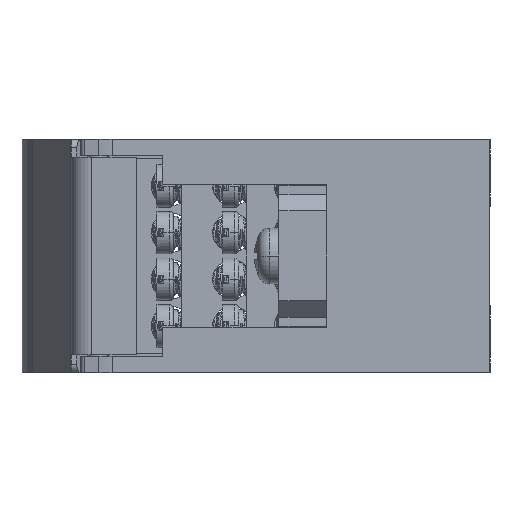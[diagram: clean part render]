
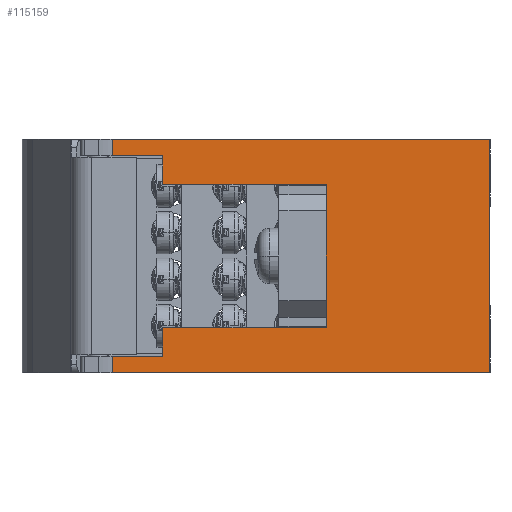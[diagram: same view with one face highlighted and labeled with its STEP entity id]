
A CAD part, left-side view. The second image highlights one B-rep face of the part: STEP entity #115159.
In plain terms, the highlighted planar face has unit normal (-1, 0, 0).
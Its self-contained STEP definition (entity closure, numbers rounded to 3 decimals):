
#38150=DIRECTION('',(0.,0.,-1.));
#38151=VECTOR('',#38150,15.);
#38152=CARTESIAN_POINT('',(-21.,20.,7.5));
#38153=LINE('',#38152,#38151);
#38154=DIRECTION('',(0.,0.,-1.));
#38155=VECTOR('',#38154,1.25);
#38156=CARTESIAN_POINT('',(-21.,20.,8.75));
#38157=LINE('',#38156,#38155);
#38158=DIRECTION('',(0.,-1.,0.));
#38159=VECTOR('',#38158,20.);
#38160=CARTESIAN_POINT('',(-21.,40.,8.75));
#38161=LINE('',#38160,#38159);
#38162=DIRECTION('',(0.,0.,1.));
#38163=VECTOR('',#38162,3.5);
#38164=CARTESIAN_POINT('',(-21.,40.,8.75));
#38165=LINE('',#38164,#38163);
#38166=DIRECTION('',(0.,-1.,0.));
#38167=VECTOR('',#38166,6.172);
#38168=CARTESIAN_POINT('',(-21.,46.172,12.25));
#38169=LINE('',#38168,#38167);
#38170=DIRECTION('',(0.,0.,-1.));
#38171=VECTOR('',#38170,2.);
#38172=CARTESIAN_POINT('',(-21.,46.172,14.25));
#38173=LINE('',#38172,#38171);
#38174=DIRECTION('',(0.,0.,-1.));
#38175=VECTOR('',#38174,2.);
#38176=CARTESIAN_POINT('',(-21.,46.172,-12.25));
#38177=LINE('',#38176,#38175);
#38178=DIRECTION('',(0.,-1.,0.));
#38179=VECTOR('',#38178,6.172);
#38180=CARTESIAN_POINT('',(-21.,46.172,-12.25));
#38181=LINE('',#38180,#38179);
#38182=DIRECTION('',(0.,0.,1.));
#38183=VECTOR('',#38182,3.5);
#38184=CARTESIAN_POINT('',(-21.,40.,-12.25));
#38185=LINE('',#38184,#38183);
#38186=DIRECTION('',(0.,-1.,0.));
#38187=VECTOR('',#38186,20.);
#38188=CARTESIAN_POINT('',(-21.,40.,-8.75));
#38189=LINE('',#38188,#38187);
#38190=DIRECTION('',(0.,0.,-1.));
#38191=VECTOR('',#38190,1.25);
#38192=CARTESIAN_POINT('',(-21.,20.,-7.5));
#38193=LINE('',#38192,#38191);
#39232=DIRECTION('',(0.,-1.,0.));
#39233=VECTOR('',#39232,46.172);
#39234=CARTESIAN_POINT('',(-21.,46.172,14.25));
#39235=LINE('',#39234,#39233);
#39461=DIRECTION('',(0.,-1.,0.));
#39462=VECTOR('',#39461,46.172);
#39463=CARTESIAN_POINT('',(-21.,46.172,-14.25));
#39464=LINE('',#39463,#39462);
#40472=DIRECTION('',(0.,0.,1.));
#40473=VECTOR('',#40472,28.5);
#40474=CARTESIAN_POINT('',(-21.,0.,-14.25));
#40475=LINE('',#40474,#40473);
#41136=CARTESIAN_POINT('',(-21.,0.,-14.25));
#41137=CARTESIAN_POINT('',(-21.,0.,14.25));
#41138=VERTEX_POINT('',#41136);
#41139=VERTEX_POINT('',#41137);
#41212=CARTESIAN_POINT('',(-21.,20.,8.75));
#41214=VERTEX_POINT('',#41212);
#41217=CARTESIAN_POINT('',(-21.,20.,-8.75));
#41219=VERTEX_POINT('',#41217);
#41220=CARTESIAN_POINT('',(-21.,40.,8.75));
#41221=CARTESIAN_POINT('',(-21.,40.,12.25));
#41222=VERTEX_POINT('',#41220);
#41223=VERTEX_POINT('',#41221);
#41224=CARTESIAN_POINT('',(-21.,40.,-12.25));
#41225=CARTESIAN_POINT('',(-21.,40.,-8.75));
#41226=VERTEX_POINT('',#41224);
#41227=VERTEX_POINT('',#41225);
#41324=CARTESIAN_POINT('',(-21.,46.172,12.25));
#41326=VERTEX_POINT('',#41324);
#41330=CARTESIAN_POINT('',(-21.,46.172,14.25));
#41331=VERTEX_POINT('',#41330);
#41332=CARTESIAN_POINT('',(-21.,46.172,-14.25));
#41334=VERTEX_POINT('',#41332);
#41338=CARTESIAN_POINT('',(-21.,46.172,-12.25));
#41339=VERTEX_POINT('',#41338);
#42491=CARTESIAN_POINT('',(-21.,20.,7.5));
#42492=CARTESIAN_POINT('',(-21.,20.,-7.5));
#42493=VERTEX_POINT('',#42491);
#42494=VERTEX_POINT('',#42492);
#115127=CARTESIAN_POINT('',(-21.,56.,-14.25));
#115128=DIRECTION('',(-1.,0.,0.));
#115129=DIRECTION('',(0.,-1.,0.));
#115130=AXIS2_PLACEMENT_3D('',#115127,#115128,#115129);
#115131=PLANE('',#115130);
#115132=ORIENTED_EDGE('',*,*,#46497,.F.);
#115133=ORIENTED_EDGE('',*,*,#46403,.F.);
#115135=ORIENTED_EDGE('',*,*,#115134,.F.);
#115137=ORIENTED_EDGE('',*,*,#115136,.T.);
#115139=ORIENTED_EDGE('',*,*,#115138,.F.);
#115141=ORIENTED_EDGE('',*,*,#115140,.F.);
#115143=ORIENTED_EDGE('',*,*,#115142,.T.);
#115145=ORIENTED_EDGE('',*,*,#115144,.F.);
#115147=ORIENTED_EDGE('',*,*,#115146,.F.);
#115149=ORIENTED_EDGE('',*,*,#115148,.F.);
#115151=ORIENTED_EDGE('',*,*,#115150,.T.);
#115153=ORIENTED_EDGE('',*,*,#115152,.T.);
#115155=ORIENTED_EDGE('',*,*,#115154,.T.);
#115156=ORIENTED_EDGE('',*,*,#46383,.F.);
#115157=EDGE_LOOP('',(#115132,#115133,#115135,#115137,#115139,#115141,#115143,
#115145,#115147,#115149,#115151,#115153,#115155,#115156));
#115158=FACE_OUTER_BOUND('',#115157,.F.);
#115159=ADVANCED_FACE('',(#115158),#115131,.T.);
#46383=EDGE_CURVE('',#42494,#41219,#38193,.T.);
#46403=EDGE_CURVE('',#41214,#42493,#38157,.T.);
#46497=EDGE_CURVE('',#42493,#42494,#38153,.T.);
#115134=EDGE_CURVE('',#41222,#41214,#38161,.T.);
#115136=EDGE_CURVE('',#41222,#41223,#38165,.T.);
#115138=EDGE_CURVE('',#41326,#41223,#38169,.T.);
#115140=EDGE_CURVE('',#41331,#41326,#38173,.T.);
#115142=EDGE_CURVE('',#41331,#41139,#39235,.T.);
#115144=EDGE_CURVE('',#41138,#41139,#40475,.T.);
#115146=EDGE_CURVE('',#41334,#41138,#39464,.T.);
#115148=EDGE_CURVE('',#41339,#41334,#38177,.T.);
#115150=EDGE_CURVE('',#41339,#41226,#38181,.T.);
#115152=EDGE_CURVE('',#41226,#41227,#38185,.T.);
#115154=EDGE_CURVE('',#41227,#41219,#38189,.T.);
